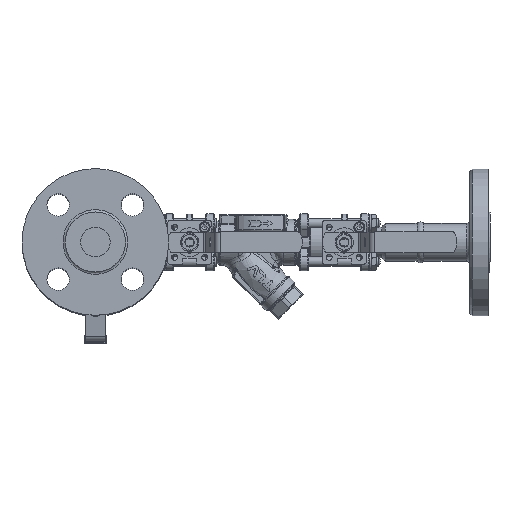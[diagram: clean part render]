
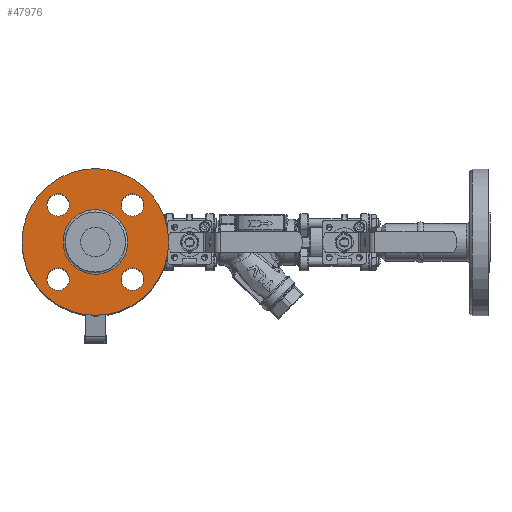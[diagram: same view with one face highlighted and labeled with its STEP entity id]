
A CAD part, top view. The second image highlights one B-rep face of the part: STEP entity #47976.
In plain terms, the highlighted planar face has unit normal (0, 0, 1).
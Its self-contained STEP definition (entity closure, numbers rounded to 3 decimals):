
#4438=FACE_BOUND('',#14583,.T.);
#4439=FACE_BOUND('',#14584,.T.);
#4440=FACE_BOUND('',#14585,.T.);
#4441=FACE_BOUND('',#14586,.T.);
#4442=FACE_BOUND('',#14587,.T.);
#4660=PLANE('',#51060);
#11564=FACE_OUTER_BOUND('',#14582,.T.);
#14582=EDGE_LOOP('',(#32739));
#14583=EDGE_LOOP('',(#32740));
#14584=EDGE_LOOP('',(#32741));
#14585=EDGE_LOOP('',(#32742));
#14586=EDGE_LOOP('',(#32743));
#14587=EDGE_LOOP('',(#32744));
#17822=CIRCLE('',#51057,27.336);
#17825=CIRCLE('',#51061,62.);
#17826=CIRCLE('',#51062,9.5);
#17827=CIRCLE('',#51063,9.5);
#17828=CIRCLE('',#51064,9.5);
#17829=CIRCLE('',#51065,9.5);
#20544=VERTEX_POINT('',#70914);
#20546=VERTEX_POINT('',#70920);
#20547=VERTEX_POINT('',#70922);
#20548=VERTEX_POINT('',#70924);
#20549=VERTEX_POINT('',#70926);
#20550=VERTEX_POINT('',#70928);
#25161=EDGE_CURVE('',#20544,#20544,#17822,.T.);
#25164=EDGE_CURVE('',#20546,#20546,#17825,.T.);
#25165=EDGE_CURVE('',#20547,#20547,#17826,.T.);
#25166=EDGE_CURVE('',#20548,#20548,#17827,.T.);
#25167=EDGE_CURVE('',#20549,#20549,#17828,.T.);
#25168=EDGE_CURVE('',#20550,#20550,#17829,.T.);
#32739=ORIENTED_EDGE('',*,*,#25164,.F.);
#32740=ORIENTED_EDGE('',*,*,#25165,.T.);
#32741=ORIENTED_EDGE('',*,*,#25166,.T.);
#32742=ORIENTED_EDGE('',*,*,#25167,.T.);
#32743=ORIENTED_EDGE('',*,*,#25168,.T.);
#32744=ORIENTED_EDGE('',*,*,#25161,.F.);
#47976=ADVANCED_FACE('',(#11564,#4438,#4439,#4440,#4441,#4442),#4660,.F.);
#51057=AXIS2_PLACEMENT_3D('',#70915,#56915,#56916);
#51060=AXIS2_PLACEMENT_3D('',#70919,#56921,#56922);
#51061=AXIS2_PLACEMENT_3D('',#70921,#56923,#56924);
#51062=AXIS2_PLACEMENT_3D('',#70923,#56925,#56926);
#51063=AXIS2_PLACEMENT_3D('',#70925,#56927,#56928);
#51064=AXIS2_PLACEMENT_3D('',#70927,#56929,#56930);
#51065=AXIS2_PLACEMENT_3D('',#70929,#56931,#56932);
#56915=DIRECTION('center_axis',(0.,0.,
1.));
#56916=DIRECTION('ref_axis',(-1.,0.,0.));
#56921=DIRECTION('center_axis',(0.,0.,
-1.));
#56922=DIRECTION('ref_axis',(1.,0.,0.));
#56923=DIRECTION('center_axis',(0.,0.,
-1.));
#56924=DIRECTION('ref_axis',(1.,0.,0.));
#56925=DIRECTION('center_axis',(0.,0.,
-1.));
#56926=DIRECTION('ref_axis',(-1.,0.,0.));
#56927=DIRECTION('center_axis',(0.,0.,
-1.));
#56928=DIRECTION('ref_axis',(0.,1.,0.));
#56929=DIRECTION('center_axis',(0.,0.,
-1.));
#56930=DIRECTION('ref_axis',(1.,0.,0.));
#56931=DIRECTION('center_axis',(0.,0.,
-1.));
#56932=DIRECTION('ref_axis',(0.,-1.,0.));
#70914=CARTESIAN_POINT('',(-117.699,18.833,210.983));
#70915=CARTESIAN_POINT('Origin',(-145.036,18.833,210.983));
#70919=CARTESIAN_POINT('Origin',(-145.036,18.833,210.983));
#70920=CARTESIAN_POINT('',(-207.036,18.833,210.983));
#70921=CARTESIAN_POINT('Origin',(-145.036,18.833,210.983));
#70922=CARTESIAN_POINT('',(-166.967,-12.598,210.983));
#70923=CARTESIAN_POINT('Origin',(-176.467,-12.598,210.983));
#70924=CARTESIAN_POINT('',(-176.467,40.764,210.983));
#70925=CARTESIAN_POINT('Origin',(-176.467,50.264,210.983));
#70926=CARTESIAN_POINT('',(-123.105,50.264,210.983));
#70927=CARTESIAN_POINT('Origin',(-113.605,50.264,210.983));
#70928=CARTESIAN_POINT('',(-113.605,-3.098,210.983));
#70929=CARTESIAN_POINT('Origin',(-113.605,-12.598,210.983));
